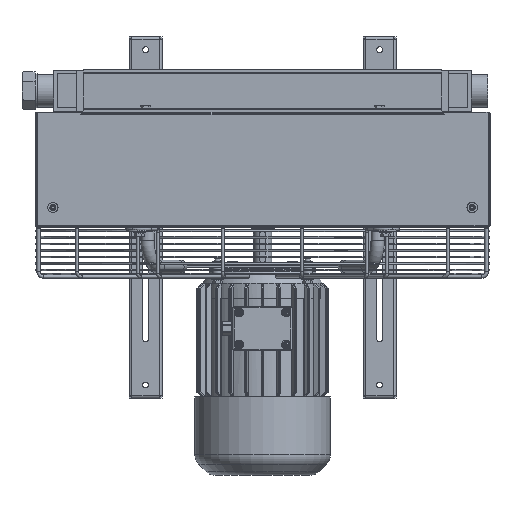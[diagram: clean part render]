
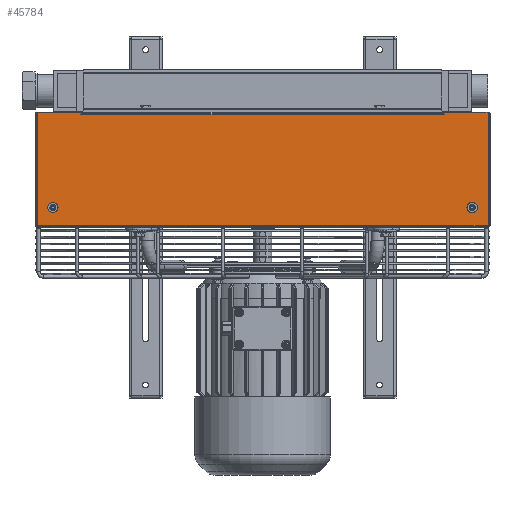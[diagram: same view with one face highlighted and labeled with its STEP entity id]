
A CAD part, left-side view. The second image highlights one B-rep face of the part: STEP entity #45784.
In plain terms, the highlighted planar face has unit normal (-1, 0, 0).
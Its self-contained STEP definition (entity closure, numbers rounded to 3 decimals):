
#4341=CARTESIAN_POINT('',(-346.,-319.,-185.245));
#4342=VERTEX_POINT('',#4341);
#4343=CARTESIAN_POINT('',(-346.,-319.,-177.5));
#4344=DIRECTION('',(1.0,0.0,0.0));
#4345=DIRECTION('',(0.0,0.0,-1.0));
#4346=AXIS2_PLACEMENT_3D('',#4343,#4344,#4345);
#4347=CIRCLE('',#4346,7.745);
#4348=EDGE_CURVE('',#4342,#4342,#4347,.T.);
#45190=CARTESIAN_POINT('',(-346.,343.,-204.5));
#45191=VERTEX_POINT('',#45190);
#45442=CARTESIAN_POINT('',(-346.0,343.,-32.5));
#45443=VERTEX_POINT('',#45442);
#45534=CARTESIAN_POINT('',(-346.,343.,-203.));
#45535=VERTEX_POINT('',#45534);
#45543=CARTESIAN_POINT('',(-346.0,343.,-32.5));
#45544=DIRECTION('',(0.0,0.0,-1.0));
#45545=VECTOR('',#45544,170.5);
#45546=LINE('',#45543,#45545);
#45547=EDGE_CURVE('',#45443,#45535,#45546,.T.);
#45640=CARTESIAN_POINT('',(-346.,343.,-203.));
#45641=DIRECTION('',(0.0,0.0,-1.0));
#45642=VECTOR('',#45641,1.5);
#45643=LINE('',#45640,#45642);
#45644=EDGE_CURVE('',#45535,#45191,#45643,.T.);
#45681=CARTESIAN_POINT('',(-346.,0.,-120.));
#45682=DIRECTION('',(-1.0,0.0,0.0));
#45683=DIRECTION('',(0.0,0.0,1.0));
#45684=AXIS2_PLACEMENT_3D('',#45681,#45682,#45683);
#45685=PLANE('',#45684);
#45686=ORIENTED_EDGE('',*,*,#45547,.T.);
#45687=ORIENTED_EDGE('',*,*,#45644,.T.);
#45688=CARTESIAN_POINT('',(-346.,-343.,-204.5));
#45689=VERTEX_POINT('',#45688);
#45690=CARTESIAN_POINT('',(-346.,-343.,-204.5));
#45691=DIRECTION('',(0.0,1.0,0.0));
#45692=VECTOR('',#45691,686.0);
#45693=LINE('',#45690,#45692);
#45694=EDGE_CURVE('',#45689,#45191,#45693,.T.);
#45695=ORIENTED_EDGE('',*,*,#45694,.F.);
#45696=CARTESIAN_POINT('',(-346.,-343.,-203.));
#45697=VERTEX_POINT('',#45696);
#45698=CARTESIAN_POINT('',(-346.,-343.,-204.5));
#45699=DIRECTION('',(0.0,0.0,1.0));
#45700=VECTOR('',#45699,1.5);
#45701=LINE('',#45698,#45700);
#45702=EDGE_CURVE('',#45689,#45697,#45701,.T.);
#45703=ORIENTED_EDGE('',*,*,#45702,.T.);
#45704=CARTESIAN_POINT('',(-346.0,-343.,-32.5));
#45705=VERTEX_POINT('',#45704);
#45706=CARTESIAN_POINT('',(-346.,-343.,-203.));
#45707=DIRECTION('',(0.0,0.0,1.0));
#45708=VECTOR('',#45707,170.5);
#45709=LINE('',#45706,#45708);
#45710=EDGE_CURVE('',#45697,#45705,#45709,.T.);
#45711=ORIENTED_EDGE('',*,*,#45710,.T.);
#45712=CARTESIAN_POINT('',(-346.,-276.5,-32.5));
#45713=VERTEX_POINT('',#45712);
#45714=CARTESIAN_POINT('',(-346.0,-343.,-32.5));
#45715=DIRECTION('',(0.0,1.0,0.0));
#45716=VECTOR('',#45715,66.5);
#45717=LINE('',#45714,#45716);
#45718=EDGE_CURVE('',#45705,#45713,#45717,.T.);
#45719=ORIENTED_EDGE('',*,*,#45718,.T.);
#45720=CARTESIAN_POINT('',(-346.,-276.5,-35.5));
#45721=VERTEX_POINT('',#45720);
#45722=CARTESIAN_POINT('',(-346.,-276.5,-32.5));
#45723=DIRECTION('',(0.0,0.0,-1.0));
#45724=VECTOR('',#45723,3.);
#45725=LINE('',#45722,#45724);
#45726=EDGE_CURVE('',#45713,#45721,#45725,.T.);
#45727=ORIENTED_EDGE('',*,*,#45726,.T.);
#45728=CARTESIAN_POINT('',(-346.0,-275.,-35.5));
#45729=VERTEX_POINT('',#45728);
#45730=CARTESIAN_POINT('',(-346.0,-275.75,-35.5));
#45731=DIRECTION('',(1.0,0.0,0.0));
#45732=DIRECTION('',(0.0,1.0,0.0));
#45733=AXIS2_PLACEMENT_3D('',#45730,#45731,#45732);
#45734=CIRCLE('',#45733,0.75);
#45735=EDGE_CURVE('',#45721,#45729,#45734,.T.);
#45736=ORIENTED_EDGE('',*,*,#45735,.T.);
#45737=CARTESIAN_POINT('',(-346.0,275.,-35.5));
#45738=VERTEX_POINT('',#45737);
#45739=CARTESIAN_POINT('',(-346.0,-275.,-35.5));
#45740=DIRECTION('',(0.0,1.0,0.0));
#45741=VECTOR('',#45740,550.0);
#45742=LINE('',#45739,#45741);
#45743=EDGE_CURVE('',#45729,#45738,#45742,.T.);
#45744=ORIENTED_EDGE('',*,*,#45743,.T.);
#45745=CARTESIAN_POINT('',(-346.,276.5,-35.5));
#45746=VERTEX_POINT('',#45745);
#45747=CARTESIAN_POINT('',(-346.0,275.75,-35.5));
#45748=DIRECTION('',(1.0,0.0,0.0));
#45749=DIRECTION('',(0.0,-1.0,0.0));
#45750=AXIS2_PLACEMENT_3D('',#45747,#45748,#45749);
#45751=CIRCLE('',#45750,0.75);
#45752=EDGE_CURVE('',#45738,#45746,#45751,.T.);
#45753=ORIENTED_EDGE('',*,*,#45752,.T.);
#45754=CARTESIAN_POINT('',(-346.,276.5,-32.5));
#45755=VERTEX_POINT('',#45754);
#45756=CARTESIAN_POINT('',(-346.,276.5,-35.5));
#45757=DIRECTION('',(0.0,0.0,1.0));
#45758=VECTOR('',#45757,3.);
#45759=LINE('',#45756,#45758);
#45760=EDGE_CURVE('',#45746,#45755,#45759,.T.);
#45761=ORIENTED_EDGE('',*,*,#45760,.T.);
#45762=CARTESIAN_POINT('',(-346.,276.5,-32.5));
#45763=DIRECTION('',(0.0,1.0,0.0));
#45764=VECTOR('',#45763,66.5);
#45765=LINE('',#45762,#45764);
#45766=EDGE_CURVE('',#45755,#45443,#45765,.T.);
#45767=ORIENTED_EDGE('',*,*,#45766,.T.);
#45768=EDGE_LOOP('',(#45686,#45687,#45695,#45703,#45711,#45719,#45727,#45736,#45744,#45753,#45761,#45767));
#45769=FACE_OUTER_BOUND('',#45768,.T.);
#45770=CARTESIAN_POINT('',(-346.,319.,-185.245));
#45771=VERTEX_POINT('',#45770);
#45772=CARTESIAN_POINT('',(-346.,319.,-177.5));
#45773=DIRECTION('',(1.0,0.0,0.0));
#45774=DIRECTION('',(0.0,0.0,-1.0));
#45775=AXIS2_PLACEMENT_3D('',#45772,#45773,#45774);
#45776=CIRCLE('',#45775,7.745);
#45777=EDGE_CURVE('',#45771,#45771,#45776,.T.);
#45778=ORIENTED_EDGE('',*,*,#45777,.T.);
#45779=EDGE_LOOP('',(#45778));
#45780=FACE_BOUND('',#45779,.T.);
#45781=ORIENTED_EDGE('',*,*,#4348,.T.);
#45782=EDGE_LOOP('',(#45781));
#45783=FACE_BOUND('',#45782,.T.);
#45784=ADVANCED_FACE('',(#45769,#45780,#45783),#45685,.T.);
